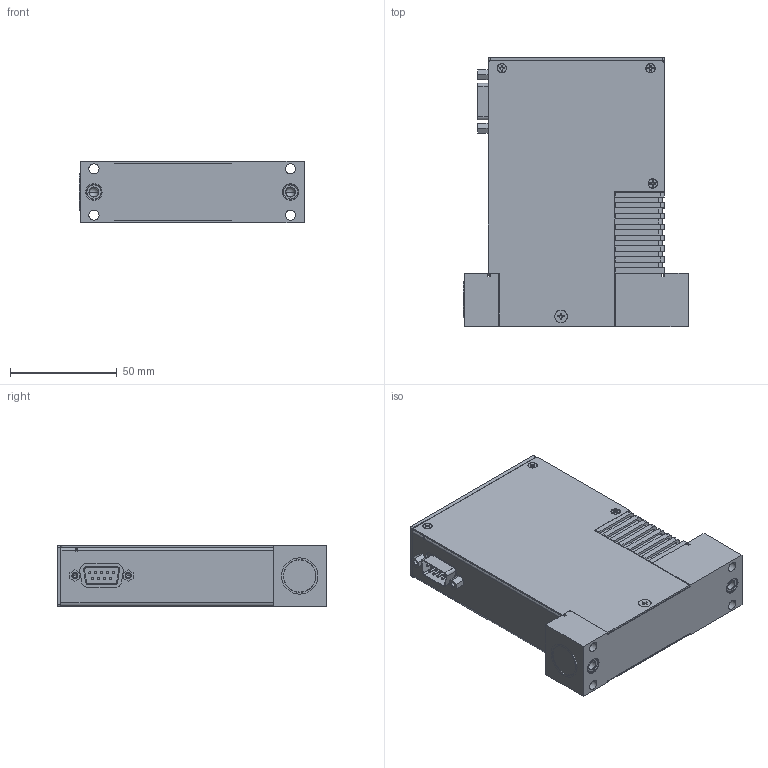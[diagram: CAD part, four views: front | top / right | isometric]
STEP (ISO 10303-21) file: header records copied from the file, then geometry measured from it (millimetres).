
FILE_DESCRIPTION((''),'2;1');
FILE_NAME('P4B_9-PIN_W-SEAL_ASM','2015-10-06T',('cockrofm'),(''),'PRO/ENGINEER BY PARAMETRIC TECHNOLOGY CORPORATION, 2011490','PRO/ENGINEER BY PARAMETRIC TECHNOLOGY CORPORATION, 2011490','');
FILE_SCHEMA(('CONFIG_CONTROL_DESIGN'));
Length unit declared in the file: inch
Products named in the file (36): PRT0002; PRT0003; 1029908-002_9-PIN_1; PRT0004; 1029908-002_9-PIN_ASM_1_ASM; PRT0005; PRT0006; PRT0007; PRT0008; 1020466_CCA_DISPLAY_ASM_1_ASM; PRT0009; MANIFOLD_SOLID_BREP_16746; MANIFOLD_SOLID_BREP_16834; MANIFOLD_SOLID_BREP_16922; MANIFOLD_SOLID_BREP_17010; MANIFOLD_SOLID_BREP_17098; MANIFOLD_SOLID_BREP_17186; MANIFOLD_SOLID_BREP_17274; MANIFOLD_SOLID_BREP_17362; MANIFOLD_SOLID_BREP_17450; MANIFOLD_SOLID_BREP_17538; _110-9987_MFR-PART_MD9M3S000_1; 110-9987_MFR-PART_MD9M3S000_1_ASM; PRT0010; PRT0011; PRT0012; PRT0013; PRT0014; PRT0015; PRT0016; PRT0019; 1020001_W-SEAL_9-PIN_ASM_ASM; 1015940_FLOWBODY; 136492_PIN; 1015940_FLOWBODY_W-PIN_ASM; P4B_9-PIN_W-SEAL_ASM
Assembly tree (48 placements, depth 4):
  P4B_9-PIN_W-SEAL_ASM
    1020001_W-SEAL_9-PIN_ASM_ASM
      PRT0002
      PRT0003
      1029908-002_9-PIN_ASM_1_ASM
        1029908-002_9-PIN_1
        PRT0004  x3
      PRT0005
      1020466_CCA_DISPLAY_ASM_1_ASM
        PRT0006
        PRT0007
        PRT0008  x2
      PRT0009
      110-9987_MFR-PART_MD9M3S000_1_ASM
        MANIFOLD_SOLID_BREP_16746
        MANIFOLD_SOLID_BREP_16834
        MANIFOLD_SOLID_BREP_16922
        MANIFOLD_SOLID_BREP_17010
        MANIFOLD_SOLID_BREP_17098
        MANIFOLD_SOLID_BREP_17186
        MANIFOLD_SOLID_BREP_17274
        MANIFOLD_SOLID_BREP_17362
        MANIFOLD_SOLID_BREP_17450
        MANIFOLD_SOLID_BREP_17538
        _110-9987_MFR-PART_MD9M3S000_1
      PRT0010  x2
      PRT0011  x5
      PRT0012  x3
      PRT0013  x2
      PRT0014
      PRT0015
      PRT0016  x3
      PRT0019
    1015940_FLOWBODY_W-PIN_ASM
      1015940_FLOWBODY
      136492_PIN
Bounding box: 105.36 x 126.24 x 28.57 mm (x, y, z)
Volume: 111722.2 mm3; surface area: 89474.9 mm2
Topology: 42 solids, 55 shells, 1481 faces, 3577 edges, 2247 vertices
Faces by surface type: cylinder 616, plane 591, extrusion 120, cone 104, torus 32, sphere 14, bspline 4
Entity records: 32693 total; most frequent: CARTESIAN_POINT 6732, DIRECTION 5445, ORIENTED_EDGE 5022, EDGE_CURVE 2532, AXIS2_PLACEMENT_3D 1951, VERTEX_POINT 1719, VECTOR 1543, LINE 1503
